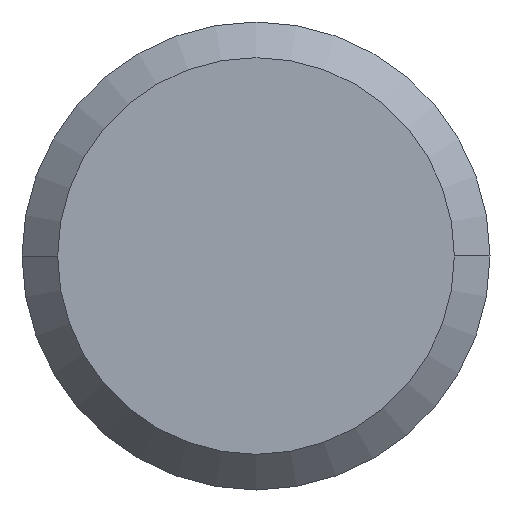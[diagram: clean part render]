
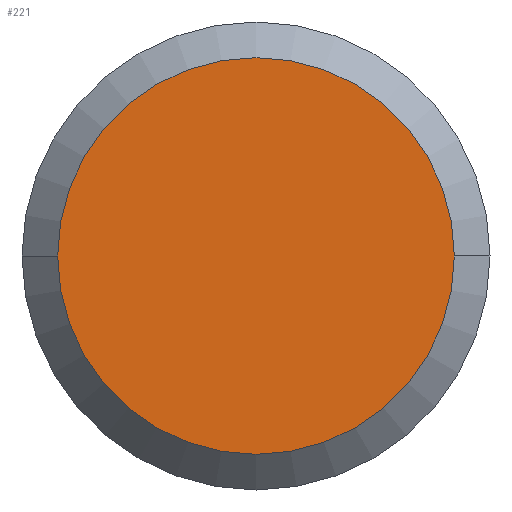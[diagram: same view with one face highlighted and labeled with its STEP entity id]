
A CAD part, left-side view. The second image highlights one B-rep face of the part: STEP entity #221.
In plain terms, the highlighted planar face has unit normal (-1, 0, 0).
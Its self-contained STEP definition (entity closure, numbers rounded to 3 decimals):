
#2 = VERTEX_POINT ( 'NONE', #128 ) ;
#4 = ORIENTED_EDGE ( 'NONE', *, *, #177, .F. ) ;
#16 = DIRECTION ( 'NONE',  ( 1., 0., 0. ) ) ;
#18 = DIRECTION ( 'NONE',  ( 0., -1., 0. ) ) ;
#49 = DIRECTION ( 'NONE',  ( 0., 1., 0. ) ) ;
#51 = CARTESIAN_POINT ( 'NONE',  ( 0., 0., 0. ) ) ;
#78 = DIRECTION ( 'NONE',  ( 0., 1., 0. ) ) ;
#104 = AXIS2_PLACEMENT_3D ( 'NONE', #131, #16, #49 ) ;
#128 = CARTESIAN_POINT ( 'NONE',  ( 0., 4.238, 0. ) ) ;
#129 = DIRECTION ( 'NONE',  ( -1., 0., 0. ) ) ;
#131 = CARTESIAN_POINT ( 'NONE',  ( 0., 0., 0. ) ) ;
#133 = CARTESIAN_POINT ( 'NONE',  ( 0., 0., 0. ) ) ;
#151 = FACE_OUTER_BOUND ( 'NONE', #262, .T. ) ;
#155 = EDGE_CURVE ( 'NONE', #2, #366, #356, .T. ) ;
#177 = EDGE_CURVE ( 'NONE', #366, #2, #295, .T. ) ;
#221 = ADVANCED_FACE ( 'NONE', ( #151 ), #302, .T. ) ;
#228 = ORIENTED_EDGE ( 'NONE', *, *, #155, .F. ) ;
#262 = EDGE_LOOP ( 'NONE', ( #228, #4 ) ) ;
#295 = CIRCLE ( 'NONE', #104, 4.238 ) ;
#302 = PLANE ( 'NONE',  #384 ) ;
#308 = AXIS2_PLACEMENT_3D ( 'NONE', #133, #369, #78 ) ;
#346 = CARTESIAN_POINT ( 'NONE',  ( 0., -4.238, 0. ) ) ;
#356 = CIRCLE ( 'NONE', #308, 4.238 ) ;
#366 = VERTEX_POINT ( 'NONE', #346 ) ;
#369 = DIRECTION ( 'NONE',  ( 1., 0., 0. ) ) ;
#384 = AXIS2_PLACEMENT_3D ( 'NONE', #51, #129, #18 ) ;
